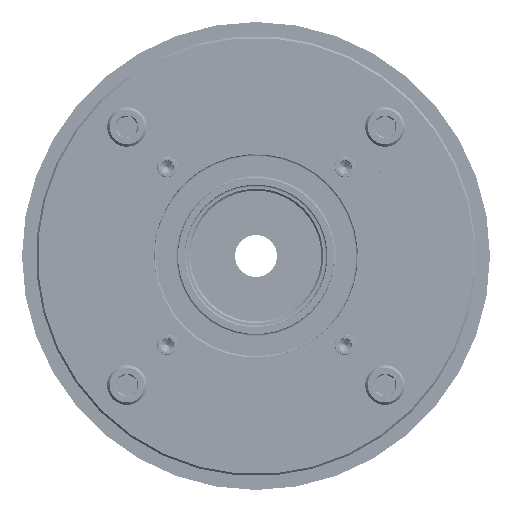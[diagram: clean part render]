
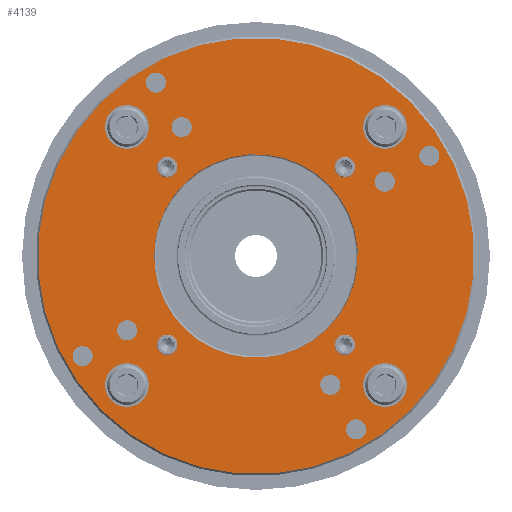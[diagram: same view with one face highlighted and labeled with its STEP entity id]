
A CAD part, front view. The second image highlights one B-rep face of the part: STEP entity #4139.
In plain terms, the highlighted planar face has unit normal (0, -1, 0).
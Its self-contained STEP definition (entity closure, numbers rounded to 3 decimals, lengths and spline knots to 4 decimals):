
#428=PLANE('',#4582);
#710=FACE_BOUND('',#1228,.T.);
#711=FACE_BOUND('',#1229,.T.);
#712=FACE_BOUND('',#1230,.T.);
#713=FACE_BOUND('',#1231,.T.);
#714=FACE_BOUND('',#1232,.T.);
#715=FACE_BOUND('',#1233,.T.);
#716=FACE_BOUND('',#1234,.T.);
#717=FACE_BOUND('',#1235,.T.);
#718=FACE_BOUND('',#1236,.T.);
#719=FACE_BOUND('',#1237,.T.);
#720=FACE_BOUND('',#1238,.T.);
#721=FACE_BOUND('',#1239,.T.);
#722=FACE_BOUND('',#1240,.T.);
#723=FACE_BOUND('',#1241,.T.);
#724=FACE_BOUND('',#1242,.T.);
#725=FACE_BOUND('',#1243,.T.);
#726=FACE_BOUND('',#1244,.T.);
#853=FACE_OUTER_BOUND('',#1227,.T.);
#1227=EDGE_LOOP('',(#2875));
#1228=EDGE_LOOP('',(#2876));
#1229=EDGE_LOOP('',(#2877));
#1230=EDGE_LOOP('',(#2878));
#1231=EDGE_LOOP('',(#2879));
#1232=EDGE_LOOP('',(#2880));
#1233=EDGE_LOOP('',(#2881));
#1234=EDGE_LOOP('',(#2882));
#1235=EDGE_LOOP('',(#2883));
#1236=EDGE_LOOP('',(#2884));
#1237=EDGE_LOOP('',(#2885));
#1238=EDGE_LOOP('',(#2886));
#1239=EDGE_LOOP('',(#2887));
#1240=EDGE_LOOP('',(#2888));
#1241=EDGE_LOOP('',(#2889));
#1242=EDGE_LOOP('',(#2890));
#1243=EDGE_LOOP('',(#2891));
#1244=EDGE_LOOP('',(#2892));
#1566=CIRCLE('',#4478,1.7195);
#1577=CIRCLE('',#4494,0.0795);
#1580=CIRCLE('',#4498,0.0795);
#1583=CIRCLE('',#4502,0.0795);
#1586=CIRCLE('',#4506,0.0795);
#1587=CIRCLE('',#4508,0.0795);
#1589=CIRCLE('',#4511,0.0795);
#1591=CIRCLE('',#4514,0.0795);
#1593=CIRCLE('',#4517,0.0795);
#1595=CIRCLE('',#4520,0.0795);
#1597=CIRCLE('',#4523,0.0795);
#1599=CIRCLE('',#4526,0.0795);
#1601=CIRCLE('',#4529,0.0795);
#1612=CIRCLE('',#4543,0.172);
#1616=CIRCLE('',#4549,0.172);
#1620=CIRCLE('',#4555,0.172);
#1624=CIRCLE('',#4561,0.172);
#1627=CIRCLE('',#4566,0.8025);
#1837=VERTEX_POINT('',#6360);
#1854=VERTEX_POINT('',#6427);
#1859=VERTEX_POINT('',#6454);
#1864=VERTEX_POINT('',#6481);
#1869=VERTEX_POINT('',#6508);
#1870=VERTEX_POINT('',#6511);
#1872=VERTEX_POINT('',#6516);
#1874=VERTEX_POINT('',#6521);
#1876=VERTEX_POINT('',#6526);
#1878=VERTEX_POINT('',#6531);
#1880=VERTEX_POINT('',#6536);
#1882=VERTEX_POINT('',#6541);
#1884=VERTEX_POINT('',#6546);
#1889=VERTEX_POINT('',#6565);
#1893=VERTEX_POINT('',#6575);
#1897=VERTEX_POINT('',#6585);
#1901=VERTEX_POINT('',#6595);
#1904=VERTEX_POINT('',#6641);
#2182=EDGE_CURVE('',#1837,#1837,#1566,.T.);
#2201=EDGE_CURVE('',#1854,#1854,#1577,.T.);
#2208=EDGE_CURVE('',#1859,#1859,#1580,.T.);
#2215=EDGE_CURVE('',#1864,#1864,#1583,.T.);
#2222=EDGE_CURVE('',#1869,#1869,#1586,.T.);
#2223=EDGE_CURVE('',#1870,#1870,#1587,.F.);
#2225=EDGE_CURVE('',#1872,#1872,#1589,.F.);
#2227=EDGE_CURVE('',#1874,#1874,#1591,.F.);
#2229=EDGE_CURVE('',#1876,#1876,#1593,.F.);
#2231=EDGE_CURVE('',#1878,#1878,#1595,.F.);
#2233=EDGE_CURVE('',#1880,#1880,#1597,.F.);
#2235=EDGE_CURVE('',#1882,#1882,#1599,.F.);
#2237=EDGE_CURVE('',#1884,#1884,#1601,.F.);
#2248=EDGE_CURVE('',#1889,#1889,#1612,.T.);
#2252=EDGE_CURVE('',#1893,#1893,#1616,.T.);
#2256=EDGE_CURVE('',#1897,#1897,#1620,.T.);
#2260=EDGE_CURVE('',#1901,#1901,#1624,.T.);
#2265=EDGE_CURVE('',#1904,#1904,#1627,.T.);
#2875=ORIENTED_EDGE('',*,*,#2182,.T.);
#2876=ORIENTED_EDGE('',*,*,#2201,.F.);
#2877=ORIENTED_EDGE('',*,*,#2208,.F.);
#2878=ORIENTED_EDGE('',*,*,#2215,.F.);
#2879=ORIENTED_EDGE('',*,*,#2222,.F.);
#2880=ORIENTED_EDGE('',*,*,#2225,.T.);
#2881=ORIENTED_EDGE('',*,*,#2227,.T.);
#2882=ORIENTED_EDGE('',*,*,#2229,.T.);
#2883=ORIENTED_EDGE('',*,*,#2233,.T.);
#2884=ORIENTED_EDGE('',*,*,#2265,.F.);
#2885=ORIENTED_EDGE('',*,*,#2260,.F.);
#2886=ORIENTED_EDGE('',*,*,#2256,.F.);
#2887=ORIENTED_EDGE('',*,*,#2252,.F.);
#2888=ORIENTED_EDGE('',*,*,#2248,.F.);
#2889=ORIENTED_EDGE('',*,*,#2237,.T.);
#2890=ORIENTED_EDGE('',*,*,#2235,.T.);
#2891=ORIENTED_EDGE('',*,*,#2231,.T.);
#2892=ORIENTED_EDGE('',*,*,#2223,.T.);
#4139=ADVANCED_FACE('',(#853,#710,#711,#712,#713,#714,#715,#716,#717,#718,
#719,#720,#721,#722,#723,#724,#725,#726),#428,.T.);
#4478=AXIS2_PLACEMENT_3D('',#6361,#5126,#5127);
#4494=AXIS2_PLACEMENT_3D('',#6428,#5160,#5161);
#4498=AXIS2_PLACEMENT_3D('',#6455,#5170,#5171);
#4502=AXIS2_PLACEMENT_3D('',#6482,#5180,#5181);
#4506=AXIS2_PLACEMENT_3D('',#6509,#5190,#5191);
#4508=AXIS2_PLACEMENT_3D('',#6512,#5194,#5195);
#4511=AXIS2_PLACEMENT_3D('',#6517,#5200,#5201);
#4514=AXIS2_PLACEMENT_3D('',#6522,#5206,#5207);
#4517=AXIS2_PLACEMENT_3D('',#6527,#5212,#5213);
#4520=AXIS2_PLACEMENT_3D('',#6532,#5218,#5219);
#4523=AXIS2_PLACEMENT_3D('',#6537,#5224,#5225);
#4526=AXIS2_PLACEMENT_3D('',#6542,#5230,#5231);
#4529=AXIS2_PLACEMENT_3D('',#6547,#5236,#5237);
#4543=AXIS2_PLACEMENT_3D('',#6566,#5264,#5265);
#4549=AXIS2_PLACEMENT_3D('',#6576,#5276,#5277);
#4555=AXIS2_PLACEMENT_3D('',#6586,#5288,#5289);
#4561=AXIS2_PLACEMENT_3D('',#6596,#5300,#5301);
#4566=AXIS2_PLACEMENT_3D('',#6642,#5310,#5311);
#4582=AXIS2_PLACEMENT_3D('',#6660,#5342,#5343);
#5126=DIRECTION('center_axis',(0.,-1.,0.));
#5127=DIRECTION('ref_axis',(-0.707,0.,-0.707));
#5160=DIRECTION('center_axis',(0.,-1.,0.));
#5161=DIRECTION('ref_axis',(0.707,0.,-0.707));
#5170=DIRECTION('center_axis',(0.,-1.,0.));
#5171=DIRECTION('ref_axis',(0.707,0.,-0.707));
#5180=DIRECTION('center_axis',(0.,-1.,0.));
#5181=DIRECTION('ref_axis',(0.707,0.,-0.707));
#5190=DIRECTION('center_axis',(0.,-1.,0.));
#5191=DIRECTION('ref_axis',(0.707,0.,-0.707));
#5194=DIRECTION('center_axis',(0.,-1.,0.));
#5195=DIRECTION('ref_axis',(-0.707,0.,0.707));
#5200=DIRECTION('center_axis',(0.,-1.,0.));
#5201=DIRECTION('ref_axis',(-0.707,0.,0.707));
#5206=DIRECTION('center_axis',(0.,-1.,0.));
#5207=DIRECTION('ref_axis',(-0.707,0.,0.707));
#5212=DIRECTION('center_axis',(0.,-1.,0.));
#5213=DIRECTION('ref_axis',(-0.707,0.,0.707));
#5218=DIRECTION('center_axis',(0.,-1.,0.));
#5219=DIRECTION('ref_axis',(-0.707,0.,0.707));
#5224=DIRECTION('center_axis',(0.,-1.,0.));
#5225=DIRECTION('ref_axis',(-0.707,0.,0.707));
#5230=DIRECTION('center_axis',(0.,-1.,0.));
#5231=DIRECTION('ref_axis',(-0.707,0.,0.707));
#5236=DIRECTION('center_axis',(0.,-1.,0.));
#5237=DIRECTION('ref_axis',(-0.707,0.,0.707));
#5264=DIRECTION('center_axis',(0.,-1.,0.));
#5265=DIRECTION('ref_axis',(0.707,0.,-0.707));
#5276=DIRECTION('center_axis',(0.,-1.,0.));
#5277=DIRECTION('ref_axis',(0.707,0.,-0.707));
#5288=DIRECTION('center_axis',(0.,-1.,0.));
#5289=DIRECTION('ref_axis',(0.707,0.,-0.707));
#5300=DIRECTION('center_axis',(0.,-1.,0.));
#5301=DIRECTION('ref_axis',(0.707,0.,-0.707));
#5310=DIRECTION('center_axis',(0.,-1.,0.));
#5311=DIRECTION('ref_axis',(0.707,0.,0.707));
#5342=DIRECTION('center_axis',(0.,-1.,0.));
#5343=DIRECTION('ref_axis',(0.707,0.,-0.707));
#6360=CARTESIAN_POINT('',(1.2159,0.,1.2159));
#6361=CARTESIAN_POINT('Origin',(0.,0.,
0.));
#6427=CARTESIAN_POINT('',(-1.0709,0.,-0.53));
#6428=CARTESIAN_POINT('Origin',(-1.0147,0.,
-0.5862));
#6454=CARTESIAN_POINT('',(-0.6424,0.,1.0709));
#6455=CARTESIAN_POINT('Origin',(-0.5862,0.,
1.0147));
#6481=CARTESIAN_POINT('',(0.9585,0.,0.6424));
#6482=CARTESIAN_POINT('Origin',(1.0147,0.,
0.5862));
#6508=CARTESIAN_POINT('',(0.53,0.,-0.9585));
#6509=CARTESIAN_POINT('Origin',(0.5862,0.,
-1.0147));
#6511=CARTESIAN_POINT('',(0.8453,0.,-1.4223));
#6512=CARTESIAN_POINT('Origin',(0.7891,0.,
-1.3661));
#6516=CARTESIAN_POINT('',(-1.3099,0.,-0.8453));
#6517=CARTESIAN_POINT('Origin',(-1.3661,0.,
-0.7891));
#6521=CARTESIAN_POINT('',(-0.7329,0.,1.3099));
#6522=CARTESIAN_POINT('Origin',(-0.7891,0.,
1.3661));
#6526=CARTESIAN_POINT('',(1.4223,0.,0.7329));
#6527=CARTESIAN_POINT('Origin',(1.3661,0.,
0.7891));
#6531=CARTESIAN_POINT('',(0.7563,0.,0.6438));
#6532=CARTESIAN_POINT('Origin',(0.7,0.,
0.7));
#6536=CARTESIAN_POINT('',(0.7563,0.,-0.7563));
#6537=CARTESIAN_POINT('Origin',(0.7,0.,
-0.7));
#6541=CARTESIAN_POINT('',(-0.6438,0.,-0.7563));
#6542=CARTESIAN_POINT('Origin',(-0.7,0.,
-0.7));
#6546=CARTESIAN_POINT('',(-0.6438,0.,0.6438));
#6547=CARTESIAN_POINT('Origin',(-0.7,0.,
0.7));
#6565=CARTESIAN_POINT('',(-1.1384,0.,1.1384));
#6566=CARTESIAN_POINT('Origin',(-1.0168,0.,
1.0168));
#6575=CARTESIAN_POINT('',(-1.1384,0.,-0.8952));
#6576=CARTESIAN_POINT('Origin',(-1.0168,0.,
-1.0168));
#6585=CARTESIAN_POINT('',(0.8952,0.,-0.8952));
#6586=CARTESIAN_POINT('Origin',(1.0168,0.,
-1.0168));
#6595=CARTESIAN_POINT('',(0.8952,0.,1.1384));
#6596=CARTESIAN_POINT('Origin',(1.0168,0.,
1.0168));
#6641=CARTESIAN_POINT('',(-0.5675,0.,-0.5675));
#6642=CARTESIAN_POINT('Origin',(0.,0.,
0.));
#6660=CARTESIAN_POINT('Origin',(0.5675,0.,
0.5675));
